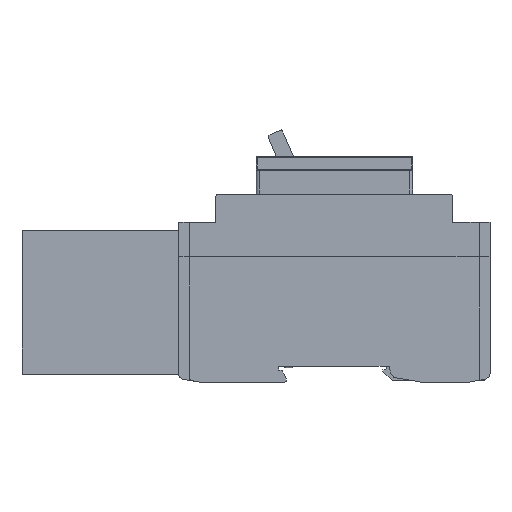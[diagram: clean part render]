
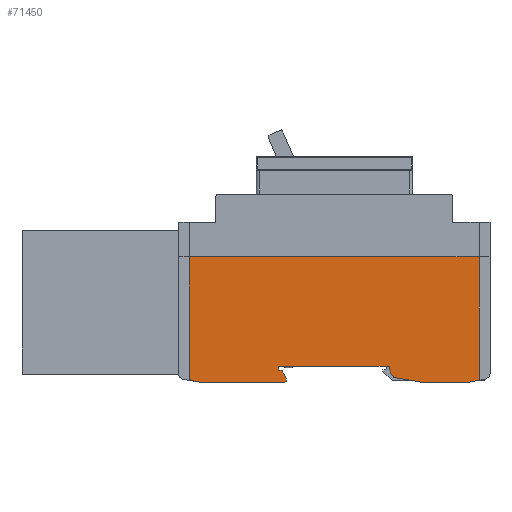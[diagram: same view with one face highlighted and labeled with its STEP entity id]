
A CAD part, left-side view. The second image highlights one B-rep face of the part: STEP entity #71450.
In plain terms, the highlighted planar face has unit normal (-1, 0, 0).
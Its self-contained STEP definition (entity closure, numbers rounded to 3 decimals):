
#6570=CARTESIAN_POINT('',(59.006,393.002,
-70.619));
#6580=DIRECTION('',(1.,0.,0.));
#6590=DIRECTION('',(0.,-1.,0.));
#6600=AXIS2_PLACEMENT_3D('',#6570,#6580,#6590);
#6610=CIRCLE('',#6600,1.);
#6620=CARTESIAN_POINT('',(59.006,393.176,
-71.603));
#6630=VERTEX_POINT('',#6620);
#6640=CARTESIAN_POINT('',(59.006,394.002,
-70.619));
#6650=VERTEX_POINT('',#6640);
#6660=EDGE_CURVE('',#6630,#6650,#6610,.T.);
#35670=CARTESIAN_POINT('',(59.006,365.552,0.));
#35680=DIRECTION('',(0.,0.,-1.));
#35690=VECTOR('',#35680,1.);
#35700=LINE('',#35670,#35690);
#35710=CARTESIAN_POINT('',(59.006,365.552,
-67.));
#35720=VERTEX_POINT('',#35710);
#35730=CARTESIAN_POINT('',(59.006,365.552,
-68.2));
#35740=VERTEX_POINT('',#35730);
#35750=EDGE_CURVE('',#35720,#35740,#35700,.T.);
#54430=CARTESIAN_POINT('',(59.006,304.577,
-72.));
#54440=VERTEX_POINT('',#54430);
#54470=CARTESIAN_POINT('',(59.006,0.,-18.295));
#54480=DIRECTION('',(0.,0.985,-0.174));
#54490=VECTOR('',#54480,1.);
#54500=LINE('',#54470,#54490);
#54510=CARTESIAN_POINT('',(59.006,301.502,
-71.458));
#54520=VERTEX_POINT('',#54510);
#54530=EDGE_CURVE('',#54520,#54440,#54500,.T.);
#64190=CARTESIAN_POINT('',(59.006,320.252,
-72.));
#64200=VERTEX_POINT('',#64190);
#64230=CARTESIAN_POINT('',(59.006,0.,-72.));
#64240=DIRECTION('',(0.,1.,0.));
#64250=VECTOR('',#64240,1.);
#64260=LINE('',#64230,#64250);
#64270=EDGE_CURVE('',#54440,#64200,#64260,.T.);
#64370=CARTESIAN_POINT('',(59.006,363.552,
-71.5));
#64380=DIRECTION('',(1.,0.,0.));
#64390=DIRECTION('',(0.,-1.,0.));
#64400=AXIS2_PLACEMENT_3D('',#64370,#64380,#64390);
#64410=CIRCLE('',#64400,0.5);
#64420=CARTESIAN_POINT('',(59.006,363.052,
-71.5));
#64430=VERTEX_POINT('',#64420);
#64440=CARTESIAN_POINT('',(59.006,363.552,
-72.));
#64450=VERTEX_POINT('',#64440);
#64460=EDGE_CURVE('',#64430,#64450,#64410,.T.);
#64740=CARTESIAN_POINT('',(59.006,364.352,
-68.411));
#64750=VERTEX_POINT('',#64740);
#64780=CARTESIAN_POINT('',(59.006,0.,-132.657));
#64790=DIRECTION('',(0.,-0.985,-0.174));
#64800=VECTOR('',#64790,1.);
#64810=LINE('',#64780,#64800);
#64820=EDGE_CURVE('',#35740,#64750,#64810,.T.);
#66060=CARTESIAN_POINT('',(59.006,0.,-140.931));
#66070=DIRECTION('',(0.,0.985,0.174));
#66080=VECTOR('',#66070,1.);
#66090=LINE('',#66060,#66080);
#66100=CARTESIAN_POINT('',(59.006,390.927,
-72.));
#66110=VERTEX_POINT('',#66100);
#66120=EDGE_CURVE('',#66110,#6630,#66090,.T.);
#66910=CARTESIAN_POINT('',(59.006,0.,-32.));
#66920=DIRECTION('',(0.,-1.,0.));
#66930=VECTOR('',#66920,1.);
#66940=LINE('',#66910,#66930);
#66950=CARTESIAN_POINT('',(59.006,394.002,
-32.));
#66960=VERTEX_POINT('',#66950);
#66970=CARTESIAN_POINT('',(59.006,301.502,
-32.));
#66980=VERTEX_POINT('',#66970);
#66990=EDGE_CURVE('',#66960,#66980,#66940,.T.);
#69630=CARTESIAN_POINT('',(59.006,394.002,0.));
#69640=DIRECTION('',(0.,0.,1.));
#69650=VECTOR('',#69640,1.);
#69660=LINE('',#69630,#69650);
#69670=EDGE_CURVE('',#6650,#66960,#69660,.T.);
#70000=CARTESIAN_POINT('',(59.006,0.,-72.));
#70010=DIRECTION('',(0.,1.,0.));
#70020=VECTOR('',#70010,1.);
#70030=LINE('',#70000,#70020);
#70040=EDGE_CURVE('',#64450,#66110,#70030,.T.);
#70190=CARTESIAN_POINT('',(59.006,363.052,
-70.909));
#70200=VERTEX_POINT('',#70190);
#70230=CARTESIAN_POINT('',(59.006,399.963,0.));
#70240=DIRECTION('',(0.,-0.462,-0.887));
#70250=VECTOR('',#70240,1.);
#70260=LINE('',#70230,#70250);
#70270=EDGE_CURVE('',#64750,#70200,#70260,.T.);
#70390=CARTESIAN_POINT('',(59.006,363.052,0.));
#70400=DIRECTION('',(0.,0.,-1.));
#70410=VECTOR('',#70400,1.);
#70420=LINE('',#70390,#70410);
#70430=EDGE_CURVE('',#70200,#64430,#70420,.T.);
#70890=CARTESIAN_POINT('',(59.006,0.,201.084));
#70900=DIRECTION('',(1.,-0.,0.));
#70910=DIRECTION('',(0.,0.,-1.));
#70920=AXIS2_PLACEMENT_3D('',#70890,#70900,#70910);
#70930=PLANE('',#70920);
#70940=ORIENTED_EDGE('',*,*,#54530,.F.);
#70950=ORIENTED_EDGE('',*,*,#64270,.F.);
#70960=CARTESIAN_POINT('',(59.006,0.,-128.469));
#70970=DIRECTION('',(0.,0.985,0.174));
#70980=VECTOR('',#70970,1.);
#70990=LINE('',#70960,#70980);
#71000=CARTESIAN_POINT('',(59.006,328.087,
-70.618));
#71010=VERTEX_POINT('',#71000);
#71020=EDGE_CURVE('',#64200,#71010,#70990,.T.);
#71030=ORIENTED_EDGE('',*,*,#71020,.F.);
#71040=CARTESIAN_POINT('',(59.006,327.74,
-68.649));
#71050=DIRECTION('',(1.,0.,0.));
#71060=DIRECTION('',(0.,-1.,0.));
#71070=AXIS2_PLACEMENT_3D('',#71040,#71050,#71060);
#71080=CIRCLE('',#71070,2.);
#71090=CARTESIAN_POINT('',(59.006,329.671,
-69.166));
#71100=VERTEX_POINT('',#71090);
#71110=EDGE_CURVE('',#71010,#71100,#71080,.T.);
#71120=ORIENTED_EDGE('',*,*,#71110,.F.);
#71130=CARTESIAN_POINT('',(59.006,348.204,0.));
#71140=DIRECTION('',(0.,0.259,0.966));
#71150=VECTOR('',#71140,1.);
#71160=LINE('',#71130,#71150);
#71170=CARTESIAN_POINT('',(59.006,330.252,
-67.));
#71180=VERTEX_POINT('',#71170);
#71190=EDGE_CURVE('',#71100,#71180,#71160,.T.);
#71200=ORIENTED_EDGE('',*,*,#71190,.F.);
#71210=CARTESIAN_POINT('',(59.006,0.,-67.));
#71220=DIRECTION('',(0.,1.,0.));
#71230=VECTOR('',#71220,1.);
#71240=LINE('',#71210,#71230);
#71250=EDGE_CURVE('',#71180,#35720,#71240,.T.);
#71260=ORIENTED_EDGE('',*,*,#71250,.F.);
#71270=ORIENTED_EDGE('',*,*,#35750,.F.);
#71280=ORIENTED_EDGE('',*,*,#64820,.F.);
#71290=ORIENTED_EDGE('',*,*,#70270,.F.);
#71300=ORIENTED_EDGE('',*,*,#70430,.F.);
#71310=ORIENTED_EDGE('',*,*,#64460,.F.);
#71320=ORIENTED_EDGE('',*,*,#70040,.F.);
#71330=ORIENTED_EDGE('',*,*,#66120,.F.);
#71340=ORIENTED_EDGE('',*,*,#6660,.F.);
#71350=ORIENTED_EDGE('',*,*,#69670,.F.);
#71360=ORIENTED_EDGE('',*,*,#66990,.F.);
#71370=CARTESIAN_POINT('',(59.006,301.502,0.));
#71380=DIRECTION('',(0.,0.,1.));
#71390=VECTOR('',#71380,1.);
#71400=LINE('',#71370,#71390);
#71410=EDGE_CURVE('',#54520,#66980,#71400,.T.);
#71420=ORIENTED_EDGE('',*,*,#71410,.T.);
#71430=EDGE_LOOP('',(#71420,#71360,#71350,#71340,#71330,#71320,#71310,
#71300,#71290,#71280,#71270,#71260,#71200,#71120,#71030,#70950,#70940));
#71440=FACE_OUTER_BOUND('',#71430,.T.);
#71450=ADVANCED_FACE('',(#71440),#70930,.F.);
